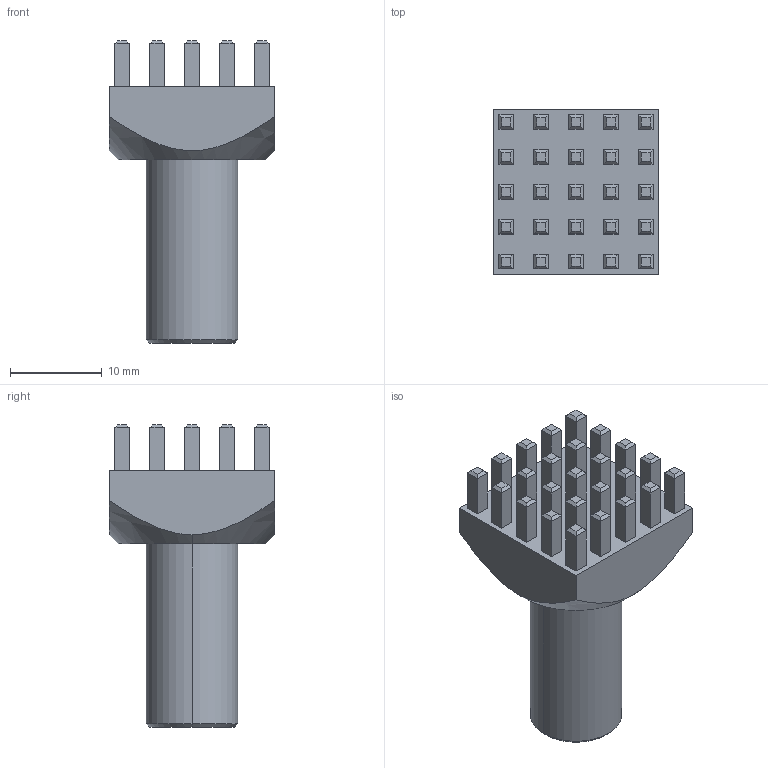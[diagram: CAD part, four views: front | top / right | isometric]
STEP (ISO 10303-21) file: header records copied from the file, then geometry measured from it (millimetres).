
FILE_DESCRIPTION (( 'STEP AP203' ), '1' );
FILE_NAME ('91934-C.STEP', '2013-12-17T17:08:45', ( 'Hajo' ), ( 'Microsoft' ), 'SwSTEP 2.0', 'SolidWorks 2011', '' );
FILE_SCHEMA (( 'CONFIG_CONTROL_DESIGN' ));
Length unit declared in the file: millimetre
Products named in the file (1): 91934-C
Bounding box: 18 x 18 x 33 mm (x, y, z)
Volume: 4282.9 mm3; surface area: 2476.8 mm2
Topology: 1 solids, 1 shells, 238 faces, 528 edges, 318 vertices
Faces by surface type: plane 232, cone 4, cylinder 2
Entity records: 6463 total; most frequent: CARTESIAN_POINT 1179, ORIENTED_EDGE 1056, DIRECTION 1008, EDGE_CURVE 528, VECTOR 514, LINE 514, VERTEX_POINT 318, EDGE_LOOP 264
